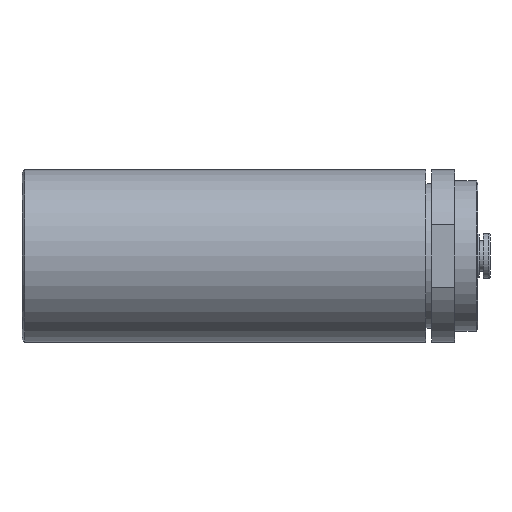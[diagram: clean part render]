
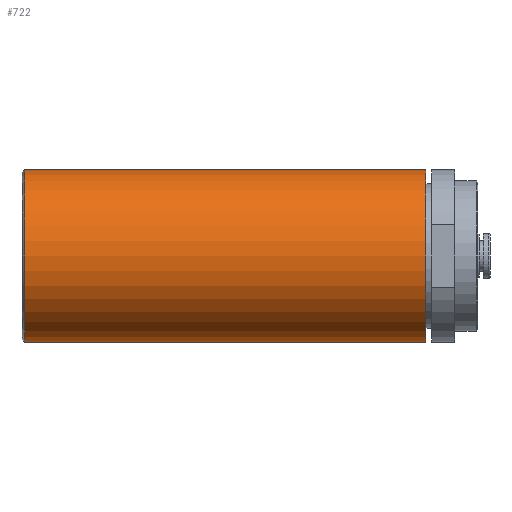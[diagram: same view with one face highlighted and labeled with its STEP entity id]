
A CAD part, front view. The second image highlights one B-rep face of the part: STEP entity #722.
In plain terms, the highlighted cylindrical face has radius 15 mm (diameter 30 mm), a partial arc.
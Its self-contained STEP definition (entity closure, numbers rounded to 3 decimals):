
#145=FACE_OUTER_BOUND('',#233,.F.);
#233=EDGE_LOOP('',(#340,#341,#342,#343));
#340=ORIENTED_EDGE('',*,*,#1523,.F.);
#341=ORIENTED_EDGE('',*,*,#1513,.T.);
#342=ORIENTED_EDGE('',*,*,#1524,.T.);
#343=ORIENTED_EDGE('',*,*,#1511,.T.);
#722=ADVANCED_FACE('',(#145),#810,.T.);
#810=CYLINDRICAL_SURFACE('',#1931,15.);
#1229=LINE('',#2650,#1305);
#1230=LINE('',#2651,#1306);
#1305=VECTOR('',#2075,69.5);
#1306=VECTOR('',#2076,69.5);
#1383=CIRCLE('',#1843,15.);
#1385=CIRCLE('',#1845,15.);
#1511=EDGE_CURVE('',#1782,#1783,#1383,.T.);
#1513=EDGE_CURVE('',#1781,#1780,#1385,.T.);
#1523=EDGE_CURVE('',#1781,#1783,#1229,.T.);
#1524=EDGE_CURVE('',#1780,#1782,#1230,.T.);
#1780=VERTEX_POINT('',#2568);
#1781=VERTEX_POINT('',#2569);
#1782=VERTEX_POINT('',#2570);
#1783=VERTEX_POINT('',#2571);
#1843=AXIS2_PLACEMENT_3D('',#2638,#2051,#2052);
#1845=AXIS2_PLACEMENT_3D('',#2640,#2055,#2056);
#1931=AXIS2_PLACEMENT_3D('',#2952,#2295,#2296);
#2051=DIRECTION('',(-1.,0.,0.));
#2052=DIRECTION('',(0.,0.,-1.));
#2055=DIRECTION('',(1.,0.,0.));
#2056=DIRECTION('',(0.,0.,1.));
#2075=DIRECTION('',(-1.,0.,0.));
#2076=DIRECTION('',(-1.,0.,0.));
#2295=DIRECTION('',(1.,0.,0.));
#2296=DIRECTION('',(0.,0.,1.));
#2568=CARTESIAN_POINT('',(70.,0.,-15.));
#2569=CARTESIAN_POINT('',(70.,0.,15.));
#2570=CARTESIAN_POINT('',(0.5,0.,-15.));
#2571=CARTESIAN_POINT('',(0.5,0.,15.));
#2638=CARTESIAN_POINT('',(0.5,0.,0.));
#2640=CARTESIAN_POINT('',(70.,0.,0.));
#2650=CARTESIAN_POINT('',(70.,0.,15.));
#2651=CARTESIAN_POINT('',(70.,0.,-15.));
#2952=CARTESIAN_POINT('',(70.,0.,0.));
